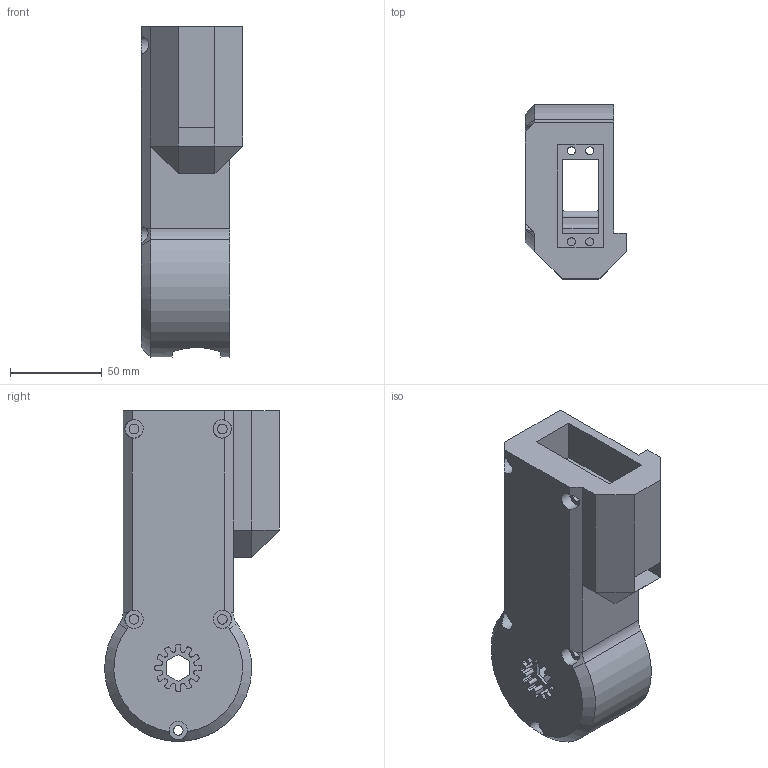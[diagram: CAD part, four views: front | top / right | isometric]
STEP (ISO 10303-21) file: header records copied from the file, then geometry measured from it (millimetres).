
FILE_DESCRIPTION(/* description */ ('STEP AP242 Edition 2','CAx-IF Rec.Pracs.---Representation and Presentation of Product Manufacturing Information (PMI)---4.0---2014-10-13','CAx-IF Rec.Pracs.---3D Tessellated Geometry---0.4---2014-09-14','2;1','CAx-IF Rec.Pracs.---User Defined Attributes---1.5---2016-08-15'),/* implementation_level */ '2;1');
FILE_NAME(/* name */ '6959d2ac1df1aa22cff66bb0',/* time_stamp */ '2026-01-04T02:38:36Z',/* author */ (''),/* organization */ (''),/* preprocessor_version */ 'ST-DEVELOPER v20',/* originating_system */ 'ONSHAPE BY PTC INC, 1.208',/* authorisation */ ' ');
FILE_SCHEMA (('AP242_MANAGED_MODEL_BASED_3D_ENGINEERING_MIM_LF { 1 0 10303 442 3 1 4 }'));
Length unit declared in the file: metre
Products named in the file (1): Part 1
Bounding box: 55 x 94.97 x 180 mm (x, y, z)
Volume: 264060.2 mm3; surface area: 73990.4 mm2
Topology: 1 solids, 1 shells, 194 faces, 543 edges, 358 vertices
Faces by surface type: plane 103, cylinder 88, cone 3
Full cylindrical faces by diameter (mm): 4.4 x4, 5.25 x5, 7 x3, 10 x5
Entity records: 6219 total; most frequent: CARTESIAN_POINT 1127, DIRECTION 1082, ORIENTED_EDGE 1032, EDGE_CURVE 516, AXIS2_PLACEMENT_3D 378, VERTEX_POINT 348, LINE 326, VECTOR 326
